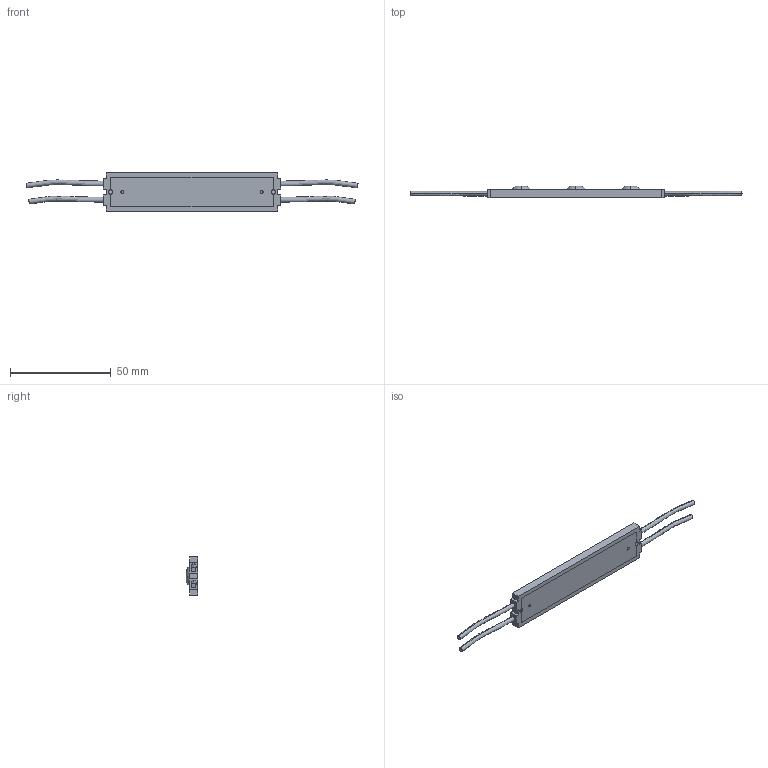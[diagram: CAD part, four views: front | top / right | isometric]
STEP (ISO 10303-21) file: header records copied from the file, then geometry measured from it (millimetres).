
FILE_DESCRIPTION(('FreeCAD Model'),'2;1');
FILE_NAME('Open CASCADE Shape Model','2025-05-04T09:40:00',('FreeCAD'),( 'FreeCAD'),'Open CASCADE STEP processor 7.6','FreeCAD','Unknown');
FILE_SCHEMA(('AUTOMOTIVE_DESIGN { 1 0 10303 214 1 1 1 1 }'));
Length unit declared in the file: millimetre
Products named in the file (1): Open CASCADE STEP translator 7.6 1
Bounding box: 164.92 x 5.89 x 19.14 mm (x, y, z)
Volume: 7029.8 mm3; surface area: 13538.7 mm2
Topology: 8 solids, 8 shells, 480 faces, 1269 edges, 840 vertices
Faces by surface type: bspline 480
Entity records: 19618 total; most frequent: CARTESIAN_POINT 12077, ORIENTED_EDGE 2538, EDGE_CURVE 1269, B_SPLINE_CURVE_WITH_KNOTS 975, VERTEX_POINT 840, FACE_BOUND 537, EDGE_LOOP 537, ADVANCED_FACE 480
